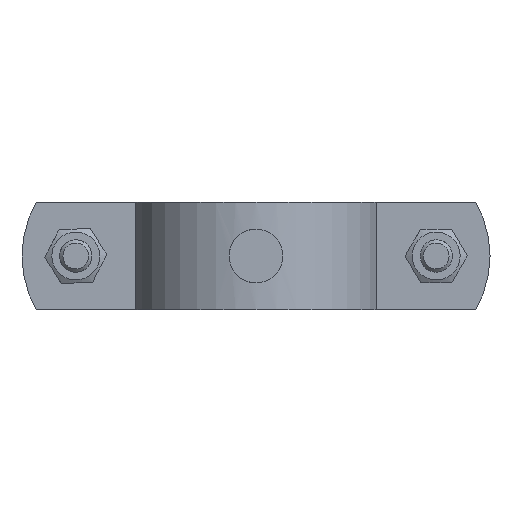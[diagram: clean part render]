
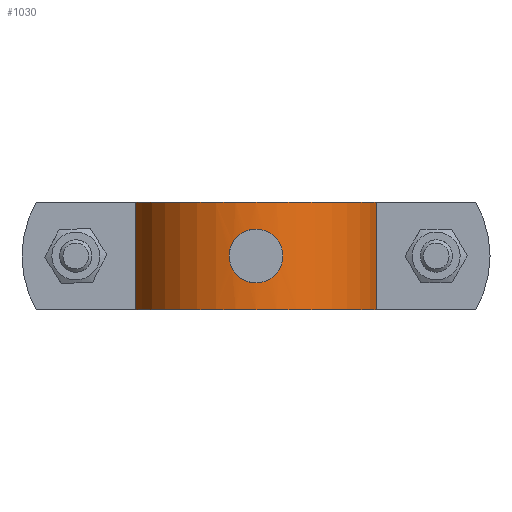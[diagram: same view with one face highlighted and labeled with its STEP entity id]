
A CAD part, front view. The second image highlights one B-rep face of the part: STEP entity #1030.
In plain terms, the highlighted cylindrical face has radius 23 mm (diameter 46 mm), a partial arc.
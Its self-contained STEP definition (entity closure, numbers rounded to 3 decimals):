
#588=CARTESIAN_POINT('',(5.0,22.45,0.0));
#589=VERTEX_POINT('',#588);
#590=CARTESIAN_POINT('',(5.0,22.45,0.0));
#591=CARTESIAN_POINT('',(5.0,22.45,0.55));
#592=CARTESIAN_POINT('',(4.905,22.472,1.132));
#593=CARTESIAN_POINT('',(4.709,22.513,1.68));
#594=CARTESIAN_POINT('',(4.557,22.545,2.108));
#595=CARTESIAN_POINT('',(4.344,22.588,2.516));
#596=CARTESIAN_POINT('',(4.087,22.634,2.881));
#597=CARTESIAN_POINT('',(3.937,22.661,3.094));
#598=CARTESIAN_POINT('',(3.772,22.689,3.292));
#599=CARTESIAN_POINT('',(3.597,22.717,3.473));
#600=CARTESIAN_POINT('',(3.442,22.741,3.633));
#601=CARTESIAN_POINT('',(3.276,22.766,3.784));
#602=CARTESIAN_POINT('',(3.096,22.791,3.926));
#603=CARTESIAN_POINT('',(2.661,22.85,4.27));
#604=CARTESIAN_POINT('',(2.15,22.906,4.55));
#605=CARTESIAN_POINT('',(1.611,22.944,4.733));
#606=CARTESIAN_POINT('',(1.212,22.972,4.869));
#607=CARTESIAN_POINT('',(0.797,22.99,4.953));
#608=CARTESIAN_POINT('',(0.391,22.997,4.985));
#609=CARTESIAN_POINT('',(0.098,23.002,5.008));
#610=CARTESIAN_POINT('',(-0.187,23.001,5.005));
#611=CARTESIAN_POINT('',(-0.481,22.995,4.977));
#612=CARTESIAN_POINT('',(-1.054,22.983,4.921));
#613=CARTESIAN_POINT('',(-1.638,22.948,4.761));
#614=CARTESIAN_POINT('',(-2.171,22.897,4.504));
#615=CARTESIAN_POINT('',(-2.51,22.865,4.341));
#616=CARTESIAN_POINT('',(-2.828,22.827,4.139));
#617=CARTESIAN_POINT('',(-3.114,22.788,3.912));
#618=CARTESIAN_POINT('',(-3.29,22.764,3.772));
#619=CARTESIAN_POINT('',(-3.452,22.74,3.624));
#620=CARTESIAN_POINT('',(-3.604,22.716,3.466));
#621=CARTESIAN_POINT('',(-3.996,22.654,3.058));
#622=CARTESIAN_POINT('',(-4.338,22.589,2.557));
#623=CARTESIAN_POINT('',(-4.578,22.54,2.009));
#624=CARTESIAN_POINT('',(-4.755,22.504,1.606));
#625=CARTESIAN_POINT('',(-4.878,22.477,1.178));
#626=CARTESIAN_POINT('',(-4.943,22.462,0.75));
#627=CARTESIAN_POINT('',(-4.981,22.454,0.502));
#628=CARTESIAN_POINT('',(-4.999,22.45,0.255));
#629=CARTESIAN_POINT('',(-5.,22.45,0.014));
#630=CARTESIAN_POINT('',(-5.001,22.45,-0.21));
#631=CARTESIAN_POINT('',(-4.986,22.453,-0.438));
#632=CARTESIAN_POINT('',(-4.955,22.46,-0.667));
#633=CARTESIAN_POINT('',(-4.878,22.477,-1.242));
#634=CARTESIAN_POINT('',(-4.694,22.518,-1.821));
#635=CARTESIAN_POINT('',(-4.418,22.572,-2.342));
#636=CARTESIAN_POINT('',(-4.251,22.604,-2.657));
#637=CARTESIAN_POINT('',(-4.051,22.642,-2.951));
#638=CARTESIAN_POINT('',(-3.829,22.679,-3.216));
#639=CARTESIAN_POINT('',(-3.634,22.712,-3.447));
#640=CARTESIAN_POINT('',(-3.427,22.744,-3.653));
#641=CARTESIAN_POINT('',(-3.195,22.777,-3.846));
#642=CARTESIAN_POINT('',(-2.754,22.839,-4.213));
#643=CARTESIAN_POINT('',(-2.229,22.899,-4.515));
#644=CARTESIAN_POINT('',(-1.67,22.939,-4.713));
#645=CARTESIAN_POINT('',(-1.177,22.975,-4.888));
#646=CARTESIAN_POINT('',(-0.657,22.996,-4.982));
#647=CARTESIAN_POINT('',(-0.158,22.999,-4.997));
#648=CARTESIAN_POINT('',(0.067,23.001,-5.005));
#649=CARTESIAN_POINT('',(0.29,22.999,-4.997));
#650=CARTESIAN_POINT('',(0.518,22.994,-4.973));
#651=CARTESIAN_POINT('',(1.087,22.981,-4.914));
#652=CARTESIAN_POINT('',(1.667,22.946,-4.75));
#653=CARTESIAN_POINT('',(2.194,22.895,-4.493));
#654=CARTESIAN_POINT('',(2.579,22.858,-4.305));
#655=CARTESIAN_POINT('',(2.937,22.814,-4.068));
#656=CARTESIAN_POINT('',(3.25,22.769,-3.8));
#657=CARTESIAN_POINT('',(3.468,22.738,-3.613));
#658=CARTESIAN_POINT('',(3.664,22.707,-3.415));
#659=CARTESIAN_POINT('',(3.848,22.676,-3.193));
#660=CARTESIAN_POINT('',(4.213,22.614,-2.753));
#661=CARTESIAN_POINT('',(4.514,22.554,-2.229));
#662=CARTESIAN_POINT('',(4.712,22.512,-1.672));
#663=CARTESIAN_POINT('',(4.906,22.472,-1.126));
#664=CARTESIAN_POINT('',(5.0,22.45,-0.547));
#665=CARTESIAN_POINT('',(5.0,22.45,0.));
#666=B_SPLINE_CURVE_WITH_KNOTS('',3,(#590,#591,#592,#593,#594,#595,#596,#597,#598,#599,#600,#601,#602,#603,#604,#605,#606,#607,#608,#609,#610,#611,#612,#613,#614,#615,#616,#617,#618,#619,#620,#621,#622,#623,#624,#625,#626,#627,#628,#629,#630,#631,#632,#633,#634,#635,#636,#637,#638,#639,#640,#641,#642,#643,#644,#645,#646,#647,#648,#649,#650,#651,#652,#653,#654,#655,#656,#657,#658,#659,#660,#661,#662,#663,#664,#665),.UNSPECIFIED.,.T.,.U.,(4,3,3,3,3,3,3,3,3,3,3,3,3,3,3,3,3,3,3,3,3,3,3,3,3,4),(0.0,0.165,0.294,0.369,0.436,0.598,0.717,0.803,0.971,1.078,1.144,1.313,1.438,1.511,1.578,1.746,1.847,1.936,2.104,2.252,2.319,2.486,2.607,2.692,2.86,3.024),.UNSPECIFIED.);
#667=EDGE_CURVE('',#589,#589,#666,.T.);
#848=CARTESIAN_POINT('',(22.333,5.5,10.0));
#849=VERTEX_POINT('',#848);
#856=CARTESIAN_POINT('',(-22.333,5.5,10.0));
#857=VERTEX_POINT('',#856);
#858=CARTESIAN_POINT('',(0.0,0.0,10.0));
#859=DIRECTION('',(0.0,0.0,-1.0));
#860=DIRECTION('',(-0.971,-0.239,0.0));
#861=AXIS2_PLACEMENT_3D('',#858,#859,#860);
#862=CIRCLE('',#861,23.0);
#863=EDGE_CURVE('',#857,#849,#862,.T.);
#903=CARTESIAN_POINT('',(22.333,5.5,-10.0));
#904=VERTEX_POINT('',#903);
#911=CARTESIAN_POINT('',(22.333,5.5,10.0));
#912=DIRECTION('',(0.0,0.0,-1.0));
#913=VECTOR('',#912,20.0);
#914=LINE('',#911,#913);
#915=EDGE_CURVE('',#849,#904,#914,.T.);
#992=CARTESIAN_POINT('',(-22.333,5.5,-10.0));
#993=VERTEX_POINT('',#992);
#1000=CARTESIAN_POINT('',(0.0,0.0,-10.0));
#1001=DIRECTION('',(0.0,0.0,1.0));
#1002=DIRECTION('',(-0.971,-0.239,0.0));
#1003=AXIS2_PLACEMENT_3D('',#1000,#1001,#1002);
#1004=CIRCLE('',#1003,23.0);
#1005=EDGE_CURVE('',#904,#993,#1004,.T.);
#1011=CARTESIAN_POINT('',(0.0,0.0,0.0));
#1012=DIRECTION('',(0.0,0.0,1.0));
#1013=DIRECTION('',(-0.971,-0.239,0.0));
#1014=AXIS2_PLACEMENT_3D('',#1011,#1012,#1013);
#1015=CYLINDRICAL_SURFACE('',#1014,23.0);
#1016=ORIENTED_EDGE('',*,*,#863,.T.);
#1017=ORIENTED_EDGE('',*,*,#915,.T.);
#1018=ORIENTED_EDGE('',*,*,#1005,.T.);
#1019=CARTESIAN_POINT('',(-22.333,5.5,10.0));
#1020=DIRECTION('',(0.0,0.0,-1.0));
#1021=VECTOR('',#1020,20.0);
#1022=LINE('',#1019,#1021);
#1023=EDGE_CURVE('',#857,#993,#1022,.T.);
#1024=ORIENTED_EDGE('',*,*,#1023,.F.);
#1025=EDGE_LOOP('',(#1016,#1017,#1018,#1024));
#1026=FACE_OUTER_BOUND('',#1025,.T.);
#1027=ORIENTED_EDGE('',*,*,#667,.T.);
#1028=EDGE_LOOP('',(#1027));
#1029=FACE_BOUND('',#1028,.T.);
#1030=ADVANCED_FACE('',(#1026,#1029),#1015,.T.);
